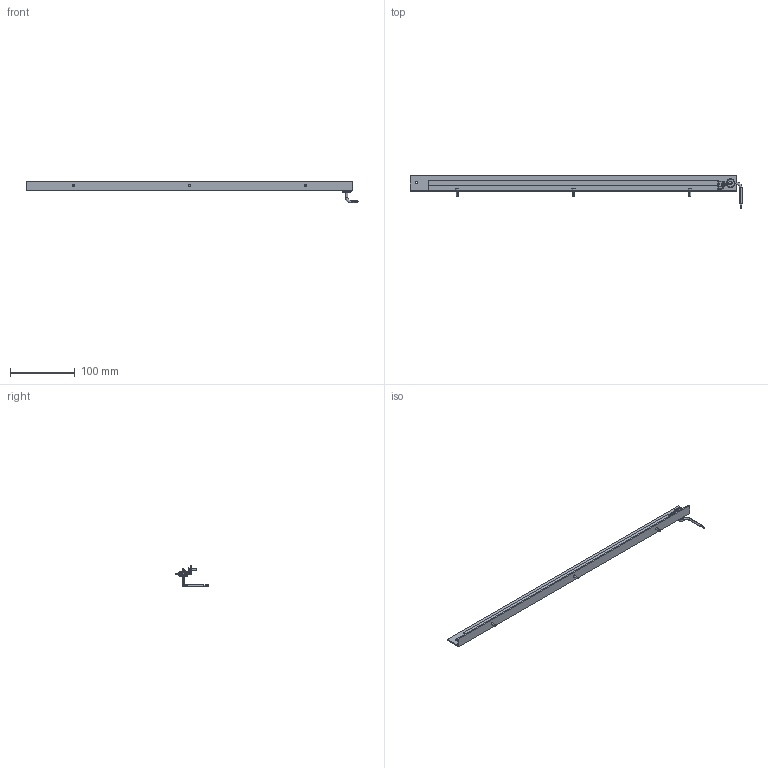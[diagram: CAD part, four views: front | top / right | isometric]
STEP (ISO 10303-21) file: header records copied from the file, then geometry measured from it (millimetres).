
FILE_DESCRIPTION (( 'STEP AP214' ), '1' );
FILE_NAME ('45999~3.STEP', '2019-11-20T12:13:01', ( '' ), ( '' ), 'SwSTEP 2.0', 'SolidWorks 2018', '' );
FILE_SCHEMA (( 'AUTOMOTIVE_DESIGN' ));
Length unit declared in the file: millimetre
Products named in the file (8): DIN912~n_M03,0x010; 45674~0_45999<S>; 45998~1_S; 45999~3; 38906~3_S; 55560~1_45999<S>; 8088~0_S; 45673~0_45999<S>
Assembly tree (9 placements, depth 3):
  45999~3
    45998~1_S
      38906~3_S
    45673~0_45999<S>
    45674~0_45999<S>
    8088~0_S
    55560~1_45999<S>
    DIN912~n_M03,0x010  x3
Bounding box: 513.75 x 51 x 33.75 mm (x, y, z)
Volume: 54315.3 mm3; surface area: 61055.8 mm2
Topology: 16 solids, 16 shells, 259 faces, 587 edges, 376 vertices
Faces by surface type: cylinder 111, plane 94, bspline 32, cone 12, torus 10
Entity records: 7353 total; most frequent: CARTESIAN_POINT 1701, DIRECTION 975, ORIENTED_EDGE 890, EDGE_CURVE 445, AXIS2_PLACEMENT_3D 382, VERTEX_POINT 284, EDGE_LOOP 233, LINE 211
